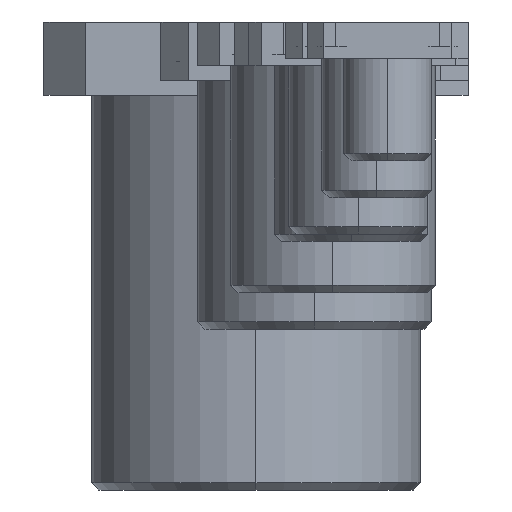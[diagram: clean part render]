
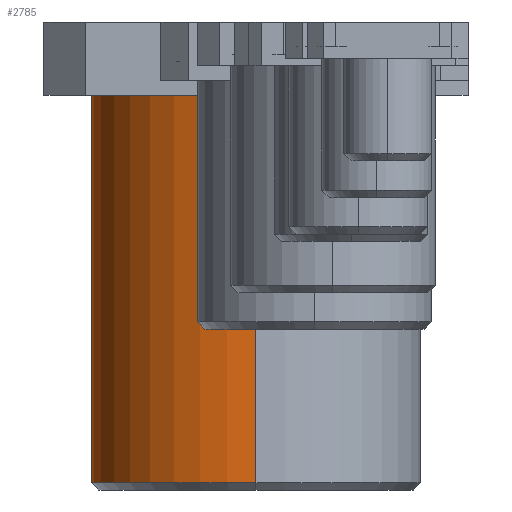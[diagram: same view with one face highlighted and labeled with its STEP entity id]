
A CAD part, left-side view. The second image highlights one B-rep face of the part: STEP entity #2785.
In plain terms, the highlighted cylindrical face has radius 22.5 mm (diameter 45 mm), a partial arc.
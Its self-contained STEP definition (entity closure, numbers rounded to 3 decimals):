
#573 = EDGE_CURVE ( 'NONE', #8361, #8179, #1105, .T. ) ;
#1004 = VECTOR ( 'NONE', #2665, 1000. ) ;
#1105 = CIRCLE ( 'NONE', #2207, 22.5 ) ;
#1217 = CARTESIAN_POINT ( 'NONE',  ( 22.5, 0., 64. ) ) ;
#1255 = CARTESIAN_POINT ( 'NONE',  ( 22.5, 0., 54. ) ) ;
#1580 = VERTEX_POINT ( 'NONE', #3983 ) ;
#2207 = AXIS2_PLACEMENT_3D ( 'NONE', #2341, #6231, #7548 ) ;
#2278 = EDGE_CURVE ( 'NONE', #8361, #2615, #4424, .T. ) ;
#2341 = CARTESIAN_POINT ( 'NONE',  ( 0., 0., 54. ) ) ;
#2615 = VERTEX_POINT ( 'NONE', #6284 ) ;
#2665 = DIRECTION ( 'NONE',  ( 0., 0., -1. ) ) ;
#2696 = ORIENTED_EDGE ( 'NONE', *, *, #5793, .T. ) ;
#2785 = ADVANCED_FACE ( 'NONE', ( #5111 ), #6346, .T. ) ;
#2863 = DIRECTION ( 'NONE',  ( 0., 0., 1. ) ) ;
#3175 = DIRECTION ( 'NONE',  ( 0., 0., -1. ) ) ;
#3264 = CIRCLE ( 'NONE', #7038, 22.5 ) ;
#3932 = DIRECTION ( 'NONE',  ( -1., 0., 0. ) ) ;
#3983 = CARTESIAN_POINT ( 'NONE',  ( 22.5, 0., 1. ) ) ;
#4406 = ORIENTED_EDGE ( 'NONE', *, *, #2278, .F. ) ;
#4424 = LINE ( 'NONE', #5243, #1004 ) ;
#4577 = CARTESIAN_POINT ( 'NONE',  ( 0., 0., 64. ) ) ;
#4760 = ORIENTED_EDGE ( 'NONE', *, *, #573, .T. ) ;
#5111 = FACE_OUTER_BOUND ( 'NONE', #6704, .T. ) ;
#5160 = DIRECTION ( 'NONE',  ( 0., 0., -1. ) ) ;
#5243 = CARTESIAN_POINT ( 'NONE',  ( -22.5, 0., 64. ) ) ;
#5333 = LINE ( 'NONE', #1217, #6455 ) ;
#5439 = DIRECTION ( 'NONE',  ( 1., 0., 0. ) ) ;
#5793 = EDGE_CURVE ( 'NONE', #8179, #1580, #5333, .T. ) ;
#6231 = DIRECTION ( 'NONE',  ( 0., 0., -1. ) ) ;
#6284 = CARTESIAN_POINT ( 'NONE',  ( -22.5, 0., 1. ) ) ;
#6346 = CYLINDRICAL_SURFACE ( 'NONE', #6378, 22.5 ) ;
#6378 = AXIS2_PLACEMENT_3D ( 'NONE', #4577, #3175, #3932 ) ;
#6455 = VECTOR ( 'NONE', #5160, 1000. ) ;
#6656 = EDGE_CURVE ( 'NONE', #1580, #2615, #3264, .T. ) ;
#6704 = EDGE_LOOP ( 'NONE', ( #4760, #2696, #7121, #4406 ) ) ;
#6806 = CARTESIAN_POINT ( 'NONE',  ( 0., 0., 1. ) ) ;
#6833 = CARTESIAN_POINT ( 'NONE',  ( -22.5, 0., 54. ) ) ;
#7038 = AXIS2_PLACEMENT_3D ( 'NONE', #6806, #2863, #5439 ) ;
#7121 = ORIENTED_EDGE ( 'NONE', *, *, #6656, .T. ) ;
#7548 = DIRECTION ( 'NONE',  ( -1., 0., 0. ) ) ;
#8179 = VERTEX_POINT ( 'NONE', #1255 ) ;
#8361 = VERTEX_POINT ( 'NONE', #6833 ) ;
